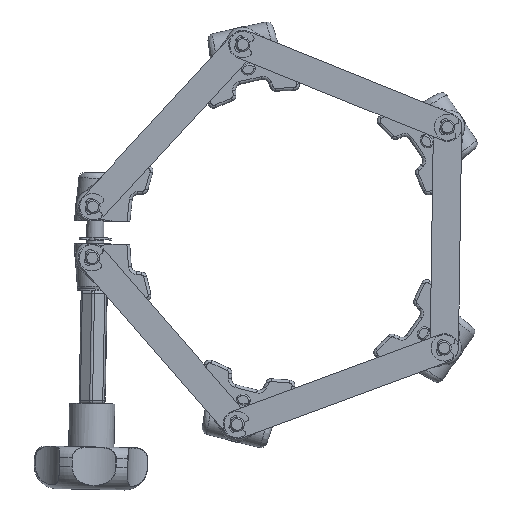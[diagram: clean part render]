
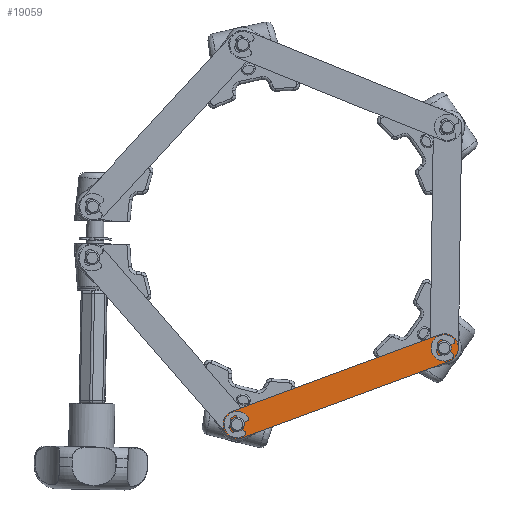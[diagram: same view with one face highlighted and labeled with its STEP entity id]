
A CAD part, left-side view. The second image highlights one B-rep face of the part: STEP entity #19059.
In plain terms, the highlighted face is planar.
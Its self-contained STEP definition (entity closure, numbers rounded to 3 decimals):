
#769=PLANE('',#20826);
#2108=LINE('',#35164,#3617);
#2109=LINE('',#35168,#3618);
#3617=VECTOR('',#25176,1000.);
#3618=VECTOR('',#25179,1000.);
#4286=CIRCLE('',#20822,2.5);
#4288=CIRCLE('',#20825,2.5);
#4289=CIRCLE('',#20827,5.);
#4290=CIRCLE('',#20828,5.);
#8932=ORIENTED_EDGE('',*,*,#12465,.F.);
#8933=ORIENTED_EDGE('',*,*,#12466,.F.);
#8934=ORIENTED_EDGE('',*,*,#12467,.F.);
#8935=ORIENTED_EDGE('',*,*,#12468,.F.);
#8936=ORIENTED_EDGE('',*,*,#12464,.T.);
#8937=ORIENTED_EDGE('',*,*,#12462,.T.);
#12462=EDGE_CURVE('',#14540,#14540,#4286,.T.);
#12464=EDGE_CURVE('',#14542,#14542,#4288,.T.);
#12465=EDGE_CURVE('',#14543,#14544,#4289,.T.);
#12466=EDGE_CURVE('',#14545,#14543,#2108,.T.);
#12467=EDGE_CURVE('',#14546,#14545,#4290,.T.);
#12468=EDGE_CURVE('',#14544,#14546,#2109,.T.);
#14540=VERTEX_POINT('',#35154);
#14542=VERTEX_POINT('',#35159);
#14543=VERTEX_POINT('',#35162);
#14544=VERTEX_POINT('',#35163);
#14545=VERTEX_POINT('',#35165);
#14546=VERTEX_POINT('',#35167);
#16307=EDGE_LOOP('',(#8932,#8933,#8934,#8935));
#16308=EDGE_LOOP('',(#8936));
#16309=EDGE_LOOP('',(#8937));
#17554=FACE_BOUND('',#16307,.T.);
#17555=FACE_BOUND('',#16308,.T.);
#17556=FACE_BOUND('',#16309,.T.);
#19059=ADVANCED_FACE('',(#17554,#17555,#17556),#769,.F.);
#20822=AXIS2_PLACEMENT_3D('',#35153,#25164,#25165);
#20825=AXIS2_PLACEMENT_3D('',#35158,#25170,#25171);
#20826=AXIS2_PLACEMENT_3D('',#35160,#25172,#25173);
#20827=AXIS2_PLACEMENT_3D('',#35161,#25174,#25175);
#20828=AXIS2_PLACEMENT_3D('',#35166,#25177,#25178);
#25164=DIRECTION('',(0.,0.,1.));
#25165=DIRECTION('',(-1.,0.,0.));
#25170=DIRECTION('',(0.,0.,1.));
#25171=DIRECTION('',(-1.,0.,0.));
#25172=DIRECTION('',(0.,0.,1.));
#25173=DIRECTION('',(1.,0.,0.));
#25174=DIRECTION('',(0.,0.,1.));
#25175=DIRECTION('',(0.,-1.,0.));
#25176=DIRECTION('',(-1.,0.,0.));
#25177=DIRECTION('',(0.,0.,1.));
#25178=DIRECTION('',(0.,1.,0.));
#25179=DIRECTION('',(1.,0.,0.));
#35153=CARTESIAN_POINT('',(-39.,0.,-0.75));
#35154=CARTESIAN_POINT('',(-41.5,0.,-0.75));
#35158=CARTESIAN_POINT('',(39.,0.,-0.75));
#35159=CARTESIAN_POINT('',(36.5,0.,-0.75));
#35160=CARTESIAN_POINT('',(0.,0.,-0.75));
#35161=CARTESIAN_POINT('',(-39.,0.,-0.75));
#35162=CARTESIAN_POINT('',(-39.,5.,-0.75));
#35163=CARTESIAN_POINT('',(-39.,-5.,-0.75));
#35164=CARTESIAN_POINT('',(39.,5.,-0.75));
#35165=CARTESIAN_POINT('',(39.,5.,-0.75));
#35166=CARTESIAN_POINT('',(39.,0.,-0.75));
#35167=CARTESIAN_POINT('',(39.,-5.,-0.75));
#35168=CARTESIAN_POINT('',(-39.,-5.,-0.75));
